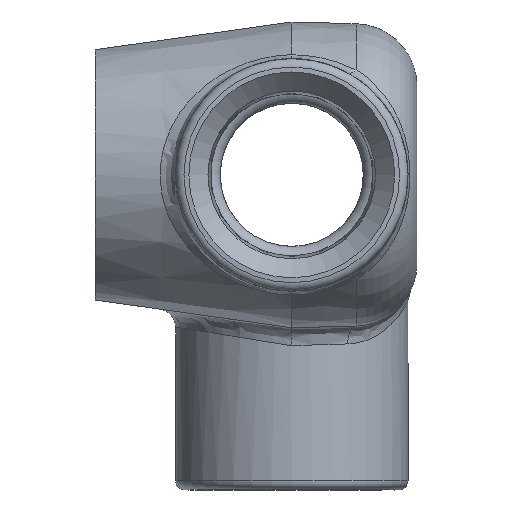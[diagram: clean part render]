
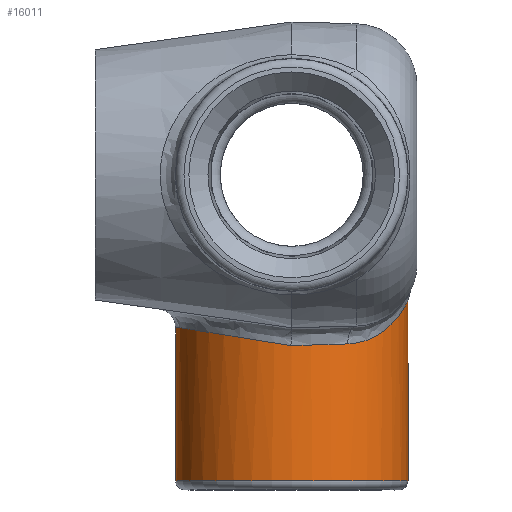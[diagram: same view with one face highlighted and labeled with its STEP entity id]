
A CAD part, left-side view. The second image highlights one B-rep face of the part: STEP entity #16011.
In plain terms, the highlighted cylindrical face has radius 20.637 mm (diameter 41.275 mm), a full revolution.
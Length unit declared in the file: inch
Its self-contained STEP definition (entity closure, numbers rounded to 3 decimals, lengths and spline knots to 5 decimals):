
#19=ELLIPSE('',#16775,0.81287,0.8125);
#20=ELLIPSE('',#16776,0.82311,0.8125);
#21=ELLIPSE('',#16777,0.81287,0.8125);
#22=ELLIPSE('',#16778,0.81287,0.8125);
#112=CYLINDRICAL_SURFACE('',#16774,0.8125);
#236=CIRCLE('',#16770,0.8125);
#237=CIRCLE('',#16771,0.8125);
#238=CIRCLE('',#16772,0.8125);
#1677=FACE_OUTER_BOUND('',#2595,.T.);
#2595=EDGE_LOOP('',(#14557,#14558,#14559,#14560,#14561,#14562,#14563,#14564,
#14565,#14566));
#4232=LINE('',#27853,#5841);
#5841=VECTOR('',#19828,0.8125);
#6373=B_SPLINE_CURVE_WITH_KNOTS('',3,(#27838,#27839,#27840,#27841,#27842,
#27843,#27844,#27845,#27846,#27847,#27848,#27849,#27850,#27851),
 .UNSPECIFIED.,.F.,.F.,(4,1,1,1,1,1,1,1,1,1,1,4),(-5.35452,-4.58959,
-3.82466,-3.44219,-3.05973,-2.54977,
-2.29479,-2.16731,-2.03982,-1.52986,
-0.76493,0.),.UNSPECIFIED.);
#7875=VERTEX_POINT('',#27821);
#7876=VERTEX_POINT('',#27823);
#7877=VERTEX_POINT('',#27825);
#7878=VERTEX_POINT('',#27830);
#7879=VERTEX_POINT('',#27831);
#7880=VERTEX_POINT('',#27833);
#7881=VERTEX_POINT('',#27835);
#7882=VERTEX_POINT('',#27837);
#10136=EDGE_CURVE('',#7875,#7876,#236,.T.);
#10137=EDGE_CURVE('',#7876,#7877,#237,.T.);
#10138=EDGE_CURVE('',#7877,#7875,#238,.T.);
#10140=EDGE_CURVE('',#7878,#7879,#19,.T.);
#10141=EDGE_CURVE('',#7880,#7878,#20,.T.);
#10142=EDGE_CURVE('',#7881,#7880,#21,.T.);
#10143=EDGE_CURVE('',#7882,#7881,#6373,.T.);
#10144=EDGE_CURVE('',#7879,#7882,#22,.T.);
#10145=EDGE_CURVE('',#7879,#7876,#4232,.T.);
#14557=ORIENTED_EDGE('',*,*,#10140,.F.);
#14558=ORIENTED_EDGE('',*,*,#10141,.F.);
#14559=ORIENTED_EDGE('',*,*,#10142,.F.);
#14560=ORIENTED_EDGE('',*,*,#10143,.F.);
#14561=ORIENTED_EDGE('',*,*,#10144,.F.);
#14562=ORIENTED_EDGE('',*,*,#10145,.T.);
#14563=ORIENTED_EDGE('',*,*,#10136,.F.);
#14564=ORIENTED_EDGE('',*,*,#10138,.F.);
#14565=ORIENTED_EDGE('',*,*,#10137,.F.);
#14566=ORIENTED_EDGE('',*,*,#10145,.F.);
#16011=ADVANCED_FACE('',(#1677),#112,.T.);
#16770=AXIS2_PLACEMENT_3D('',#27824,#19810,#19811);
#16771=AXIS2_PLACEMENT_3D('',#27826,#19812,#19813);
#16772=AXIS2_PLACEMENT_3D('',#27827,#19814,#19815);
#16774=AXIS2_PLACEMENT_3D('',#27829,#19818,#19819);
#16775=AXIS2_PLACEMENT_3D('',#27832,#19820,#19821);
#16776=AXIS2_PLACEMENT_3D('',#27834,#19822,#19823);
#16777=AXIS2_PLACEMENT_3D('',#27836,#19824,#19825);
#16778=AXIS2_PLACEMENT_3D('',#27852,#19826,#19827);
#19810=DIRECTION('center_axis',(0.,0.,-1.));
#19811=DIRECTION('ref_axis',(0.,-1.,0.));
#19812=DIRECTION('center_axis',(0.,0.,-1.));
#19813=DIRECTION('ref_axis',(0.,-1.,0.));
#19814=DIRECTION('center_axis',(0.,0.,-1.));
#19815=DIRECTION('ref_axis',(0.,-1.,0.));
#19818=DIRECTION('center_axis',(0.,0.,1.));
#19819=DIRECTION('ref_axis',(1.,0.,0.));
#19820=DIRECTION('center_axis',(0.,0.03,
1.));
#19821=DIRECTION('ref_axis',(0.,-1.,0.03));
#19822=DIRECTION('center_axis',(0.,-0.16,0.987));
#19823=DIRECTION('ref_axis',(0.,0.987,0.16));
#19824=DIRECTION('center_axis',(0.,0.03,
1.));
#19825=DIRECTION('ref_axis',(0.,-1.,0.03));
#19826=DIRECTION('center_axis',(0.,0.03,
1.));
#19827=DIRECTION('ref_axis',(0.,-1.,0.03));
#19828=DIRECTION('',(0.,0.,-1.));
#27821=CARTESIAN_POINT('',(0.8125,-1.375,-2.13807));
#27823=CARTESIAN_POINT('',(-0.8125,-1.375,-2.13807));
#27824=CARTESIAN_POINT('Origin',(0.,-1.375,-2.13807));
#27825=CARTESIAN_POINT('',(0.,-0.5625,-2.13807));
#27826=CARTESIAN_POINT('Origin',(0.,-1.375,-2.13807));
#27827=CARTESIAN_POINT('Origin',(0.,-1.375,-2.13807));
#27829=CARTESIAN_POINT('Origin',(0.,-1.375,-2.19738));
#27830=CARTESIAN_POINT('',(-0.81248,-1.36884,-1.19347));
#27831=CARTESIAN_POINT('',(-0.8125,-1.375,-1.19329));
#27832=CARTESIAN_POINT('Origin',(0.,-1.375,-1.19329));
#27833=CARTESIAN_POINT('',(0.81248,-1.36884,-1.19347));
#27834=CARTESIAN_POINT('Origin',(0.,-1.375,-1.19447));
#27835=CARTESIAN_POINT('',(0.71172,-1.76693,-1.18144));
#27836=CARTESIAN_POINT('Origin',(0.,-1.375,-1.19329));
#27837=CARTESIAN_POINT('',(-0.71172,-1.76693,-1.18144));
#27838=CARTESIAN_POINT('Ctrl Pts',(-0.71172,-1.76693,
-1.18144));
#27839=CARTESIAN_POINT('Ctrl Pts',(-0.66977,-1.84312,
-1.17914));
#27840=CARTESIAN_POINT('Ctrl Pts',(-0.56198,-1.97913,
-1.13411));
#27841=CARTESIAN_POINT('Ctrl Pts',(-0.39578,-2.09212,
-1.03126));
#27842=CARTESIAN_POINT('Ctrl Pts',(-0.24897,-2.15146,
-0.94807));
#27843=CARTESIAN_POINT('Ctrl Pts',(-0.11705,-2.18359,
-0.88715));
#27844=CARTESIAN_POINT('Ctrl Pts',(0.01508,-2.19111,
-0.86832));
#27845=CARTESIAN_POINT('Ctrl Pts',(0.1148,-2.18017,
-0.89312));
#27846=CARTESIAN_POINT('Ctrl Pts',(0.16919,-2.17005,
-0.91281));
#27847=CARTESIAN_POINT('Ctrl Pts',(0.2487,-2.15099,
-0.94761));
#27848=CARTESIAN_POINT('Ctrl Pts',(0.38471,-2.09963,
-1.02475));
#27849=CARTESIAN_POINT('Ctrl Pts',(0.56192,-1.97914,
-1.13392));
#27850=CARTESIAN_POINT('Ctrl Pts',(0.66977,-1.84312,
-1.17914));
#27851=CARTESIAN_POINT('Ctrl Pts',(0.71172,-1.76693,
-1.18144));
#27852=CARTESIAN_POINT('Origin',(0.,-1.375,-1.19329));
#27853=CARTESIAN_POINT('',(-0.8125,-1.375,-2.19738));
